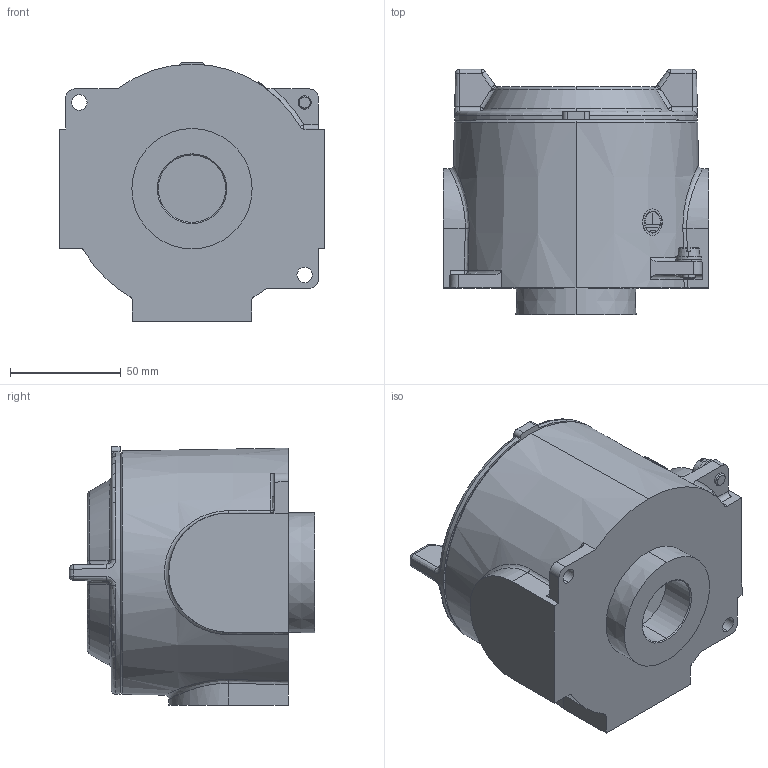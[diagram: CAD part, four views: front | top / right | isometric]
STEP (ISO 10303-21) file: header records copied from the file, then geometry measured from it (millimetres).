
FILE_DESCRIPTION (( 'STEP AP203' ), '1' );
FILE_NAME ('8252_13-DD110-111.STEP', '2015-05-07T07:48:56', ( '' ), ( '' ), 'SwSTEP 2.0', 'SolidWorks 2015', '' );
FILE_SCHEMA (( 'CONFIG_CONTROL_DESIGN' ));
Length unit declared in the file: millimetre
Products named in the file (9): 211482; 520_086_0; 502_077_0; 8252_13-DD110-111; 8252_9_004_011_3_Machining with M32x1,5 hole - DD110; 506_801_0; 503_652_0_M4 x 5; 506_548_0; 8252_9_005_003_0_3d export
Assembly tree (11 placements, depth 2):
  8252_13-DD110-111
    8252_9_004_011_3_Machining with M32x1,5 hole - DD110
    8252_9_005_003_0_3d export
    211482
    503_652_0_M4 x 5
    520_086_0
    506_801_0  x2
    506_548_0  x2
    502_077_0  x2
Bounding box: 120 x 111 x 117 mm (x, y, z)
Volume: 415835.6 mm3; surface area: 115291.6 mm2
Topology: 11 solids, 11 shells, 397 faces, 932 edges, 548 vertices
Faces by surface type: plane 107, cylinder 96, cone 71, torus 55, bspline 52, sphere 16
Entity records: 14147 total; most frequent: CARTESIAN_POINT 5262, DIRECTION 1671, ORIENTED_EDGE 1640, EDGE_CURVE 820, AXIS2_PLACEMENT_3D 696, VERTEX_POINT 494, EDGE_LOOP 390, CIRCLE 376
